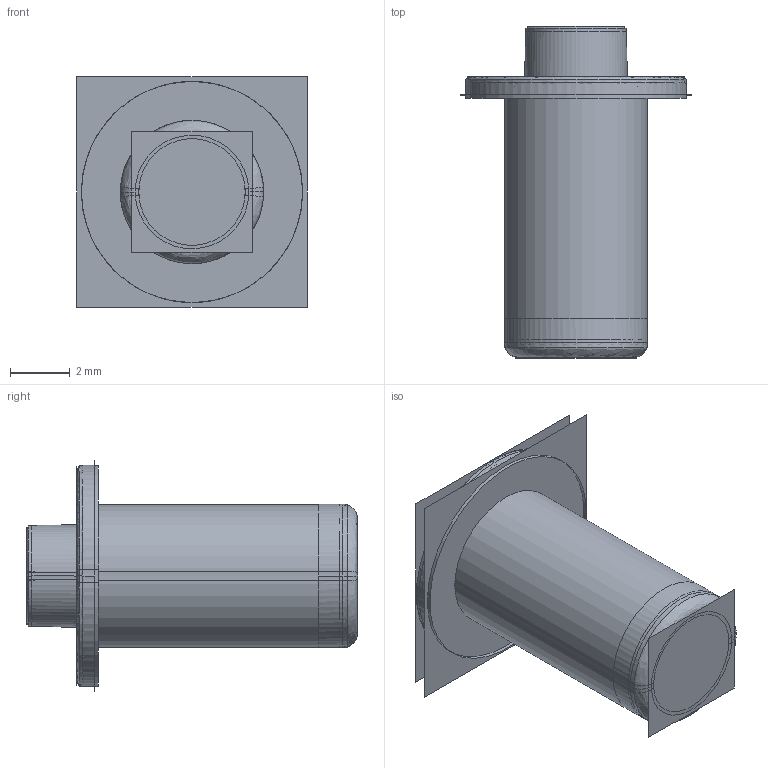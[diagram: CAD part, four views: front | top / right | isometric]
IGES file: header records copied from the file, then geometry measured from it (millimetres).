
Start section:  PTC IGES file: 23203130.igs
Global section: file name: 23203130.igs; native system: Creo Parametric by PTC Inc.; preprocessor: 2020154; author: Luca.Carnelos; organization: Unknown; date: 20201002.143911; units: millimetre
Bounding box: 7.7 x 11.1 x 7.73 mm (x, y, z)
Surface area: 950.5 mm2 (no closed solid volume)
Topology: 0 solids, 0 shells, 32 faces, 326 edges, 396 vertices
Faces by surface type: revolution 24, bspline 8
